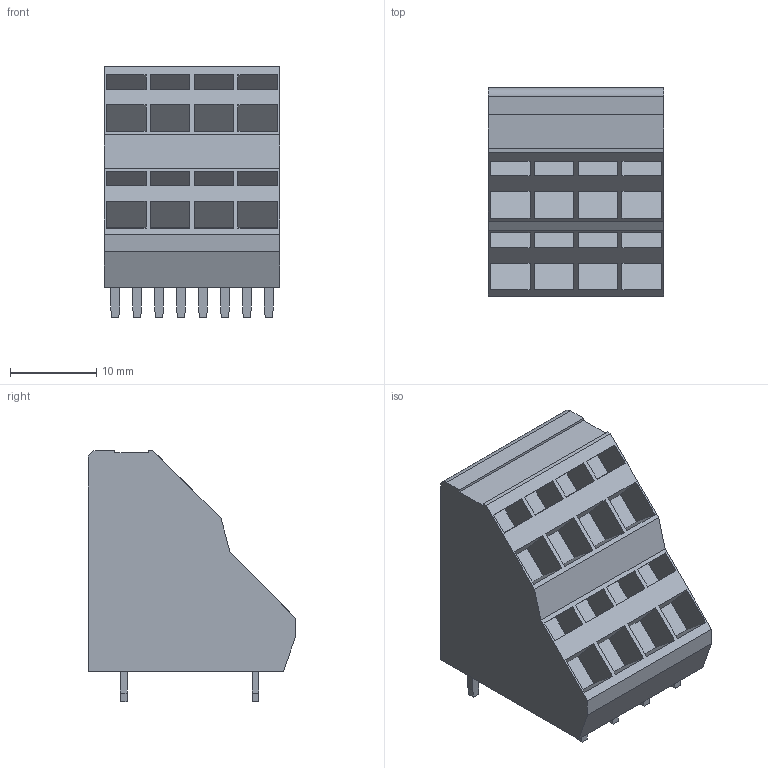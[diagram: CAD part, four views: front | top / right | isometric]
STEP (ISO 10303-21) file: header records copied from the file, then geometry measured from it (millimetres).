
FILE_DESCRIPTION(('CATIA V5 STEP Exchange','CAx-IF Rec.Pracs.--- Model Styling and Organization---1.2---2011-12-15'),'2;1');
FILE_NAME ('D1455651_0_1764830000_1764830000.stp','2018-09-07T09:39:23+00:00',('none'),('Weidmueller'),'CATIA Version 5-6 Release 2014','CATIA V5 STEP AP214','none');
FILE_SCHEMA(('AUTOMOTIVE_DESIGN { 1 0 10303 214 1 1 1 1 }'));
Length unit declared in the file: millimetre
Products named in the file (1): 1764830000
Bounding box: 20.32 x 24.05 x 29.1 mm (x, y, z)
Volume: 8231 mm3; surface area: 3782.2 mm2
Topology: 9 solids, 9 shells, 159 faces, 407 edges, 282 vertices
Faces by surface type: plane 158, cylinder 1
Entity records: 4390 total; most frequent: ORIENTED_EDGE 814, CARTESIAN_POINT 781, DIRECTION 565, EDGE_CURVE 407, VECTOR 397, LINE 397, VERTEX_POINT 282, EDGE_LOOP 175
